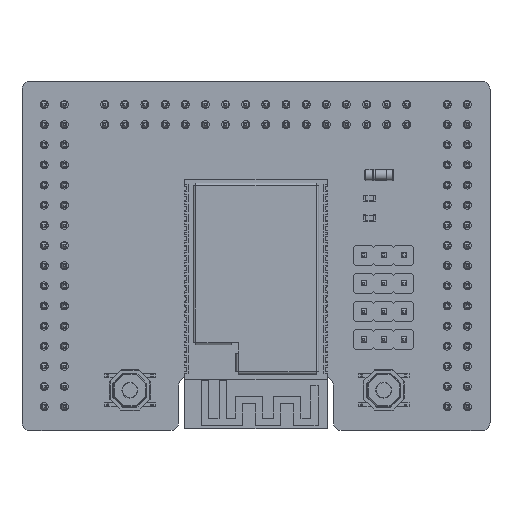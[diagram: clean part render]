
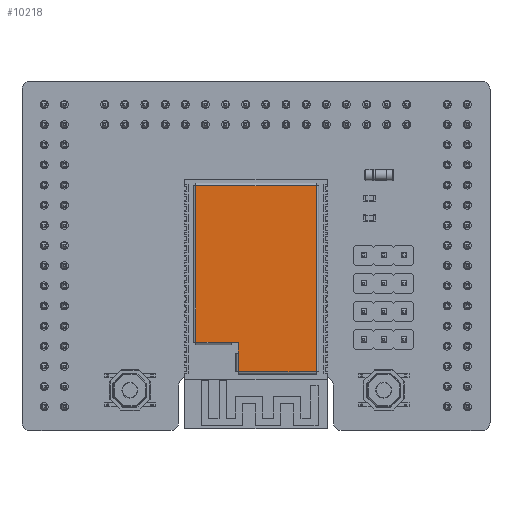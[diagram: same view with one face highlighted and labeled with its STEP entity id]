
A CAD part, top view. The second image highlights one B-rep face of the part: STEP entity #10218.
In plain terms, the highlighted face is planar.
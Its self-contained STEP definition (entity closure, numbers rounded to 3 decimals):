
#10218 = ADVANCED_FACE('',(#10219),#10294,.F.);
#10219 = FACE_BOUND('',#10220,.T.);
#10220 = EDGE_LOOP('',(#10221,#10231,#10239,#10248,#10256,#10264,#10272,
    #10280,#10288));
#10221 = ORIENTED_EDGE('',*,*,#10222,.T.);
#10222 = EDGE_CURVE('',#10223,#10225,#10227,.T.);
#10223 = VERTEX_POINT('',#10224);
#10224 = CARTESIAN_POINT('',(7.605,3.45,-4.815));
#10225 = VERTEX_POINT('',#10226);
#10226 = CARTESIAN_POINT('',(3.07,3.45,-4.815));
#10227 = LINE('',#10228,#10229);
#10228 = CARTESIAN_POINT('',(7.616,3.45,-4.815));
#10229 = VECTOR('',#10230,1.);
#10230 = DIRECTION('',(-1.,0.,0.));
#10231 = ORIENTED_EDGE('',*,*,#10232,.T.);
#10232 = EDGE_CURVE('',#10225,#10233,#10235,.T.);
#10233 = VERTEX_POINT('',#10234);
#10234 = CARTESIAN_POINT('',(2.415,3.45,-4.815));
#10235 = LINE('',#10236,#10237);
#10236 = CARTESIAN_POINT('',(-0.,3.45,-4.815));
#10237 = VECTOR('',#10238,1.);
#10238 = DIRECTION('',(-1.,0.,0.));
#10239 = ORIENTED_EDGE('',*,*,#10240,.T.);
#10240 = EDGE_CURVE('',#10233,#10241,#10243,.T.);
#10241 = VERTEX_POINT('',#10242);
#10242 = CARTESIAN_POINT('',(2.215,3.45,-5.015));
#10243 = CIRCLE('',#10244,0.2);
#10244 = AXIS2_PLACEMENT_3D('',#10245,#10246,#10247);
#10245 = CARTESIAN_POINT('',(2.415,3.45,-5.015));
#10246 = DIRECTION('',(0.,-1.,0.));
#10247 = DIRECTION('',(0.,0.,1.));
#10248 = ORIENTED_EDGE('',*,*,#10249,.T.);
#10249 = EDGE_CURVE('',#10241,#10250,#10252,.T.);
#10250 = VERTEX_POINT('',#10251);
#10251 = CARTESIAN_POINT('',(2.215,3.45,-6.2));
#10252 = LINE('',#10253,#10254);
#10253 = CARTESIAN_POINT('',(2.215,3.45,0.));
#10254 = VECTOR('',#10255,1.);
#10255 = DIRECTION('',(0.,0.,-1.));
#10256 = ORIENTED_EDGE('',*,*,#10257,.T.);
#10257 = EDGE_CURVE('',#10250,#10258,#10260,.T.);
#10258 = VERTEX_POINT('',#10259);
#10259 = CARTESIAN_POINT('',(2.215,3.45,-8.535));
#10260 = LINE('',#10261,#10262);
#10261 = CARTESIAN_POINT('',(2.215,3.45,-6.2));
#10262 = VECTOR('',#10263,1.);
#10263 = DIRECTION('',(-0.,-0.,-1.));
#10264 = ORIENTED_EDGE('',*,*,#10265,.T.);
#10265 = EDGE_CURVE('',#10258,#10266,#10268,.T.);
#10266 = VERTEX_POINT('',#10267);
#10267 = CARTESIAN_POINT('',(-7.605,3.45,-8.535));
#10268 = LINE('',#10269,#10270);
#10269 = CARTESIAN_POINT('',(2.226,3.45,-8.535));
#10270 = VECTOR('',#10271,1.);
#10271 = DIRECTION('',(-1.,0.,0.));
#10272 = ORIENTED_EDGE('',*,*,#10273,.T.);
#10273 = EDGE_CURVE('',#10266,#10274,#10276,.T.);
#10274 = VERTEX_POINT('',#10275);
#10275 = CARTESIAN_POINT('',(-7.605,3.45,14.925));
#10276 = LINE('',#10277,#10278);
#10277 = CARTESIAN_POINT('',(-7.605,3.45,-8.546));
#10278 = VECTOR('',#10279,1.);
#10279 = DIRECTION('',(-0.,-0.,1.));
#10280 = ORIENTED_EDGE('',*,*,#10281,.T.);
#10281 = EDGE_CURVE('',#10274,#10282,#10284,.T.);
#10282 = VERTEX_POINT('',#10283);
#10283 = CARTESIAN_POINT('',(7.605,3.45,14.925));
#10284 = LINE('',#10285,#10286);
#10285 = CARTESIAN_POINT('',(-7.616,3.45,14.925));
#10286 = VECTOR('',#10287,1.);
#10287 = DIRECTION('',(1.,0.,0.));
#10288 = ORIENTED_EDGE('',*,*,#10289,.T.);
#10289 = EDGE_CURVE('',#10282,#10223,#10290,.T.);
#10290 = LINE('',#10291,#10292);
#10291 = CARTESIAN_POINT('',(7.605,3.45,14.936));
#10292 = VECTOR('',#10293,1.);
#10293 = DIRECTION('',(-0.,-0.,-1.));
#10294 = PLANE('',#10295);
#10295 = AXIS2_PLACEMENT_3D('',#10296,#10297,#10298);
#10296 = CARTESIAN_POINT('',(0.,3.45,0.));
#10297 = DIRECTION('',(0.,-1.,0.));
#10298 = DIRECTION('',(0.,-0.,-1.));
